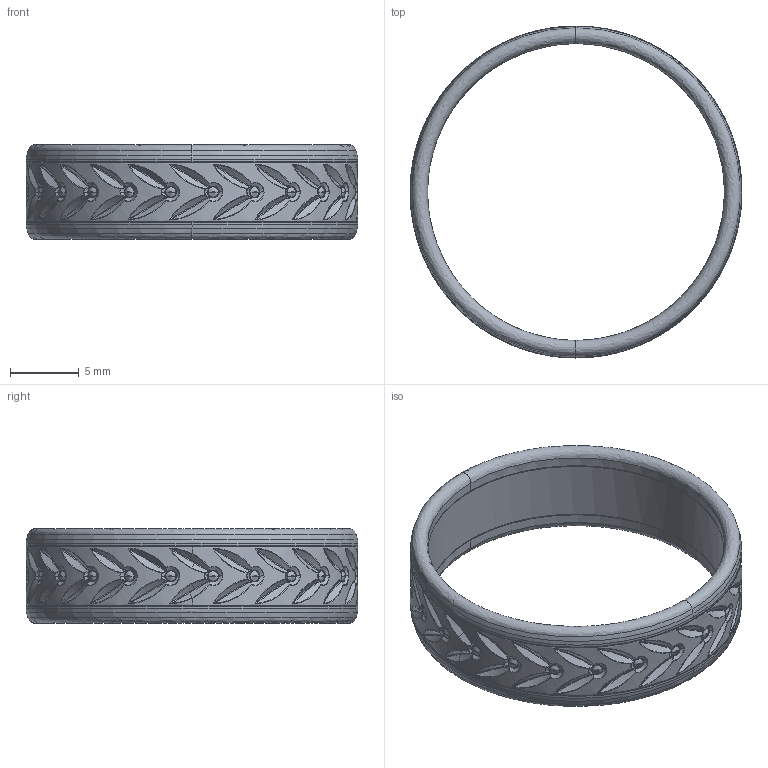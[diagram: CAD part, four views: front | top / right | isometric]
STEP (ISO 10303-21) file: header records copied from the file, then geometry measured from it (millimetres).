
FILE_DESCRIPTION(('FreeCAD Model'),'2;1');
FILE_NAME('Open CASCADE Shape Model','2025-04-27T19:56:22',('FreeCAD'),( 'FreeCAD'),'Open CASCADE STEP processor 7.6','FreeCAD','Unknown');
FILE_SCHEMA(('AUTOMOTIVE_DESIGN { 1 0 10303 214 1 1 1 1 }'));
Products named in the file (1): Open CASCADE STEP translator 7.6 1
Bounding box: 24.2 x 24.2 x 6.91 mm (x, y, z)
Volume: 571.3 mm3; surface area: 1964 mm2
Topology: 3 solids, 3 shells, 1044 faces, 2334 edges, 1272 vertices
Faces by surface type: bspline 1044
Entity records: 69418 total; most frequent: CARTESIAN_POINT 56733, ORIENTED_EDGE 4572, EDGE_CURVE 2286, VERTEX_POINT 1272, B_SPLINE_CURVE_WITH_KNOTS 1230, FACE_BOUND 1074, EDGE_LOOP 1074, ADVANCED_FACE 1044
